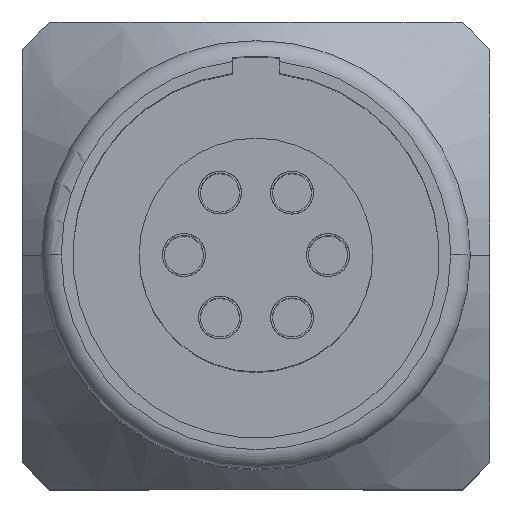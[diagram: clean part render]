
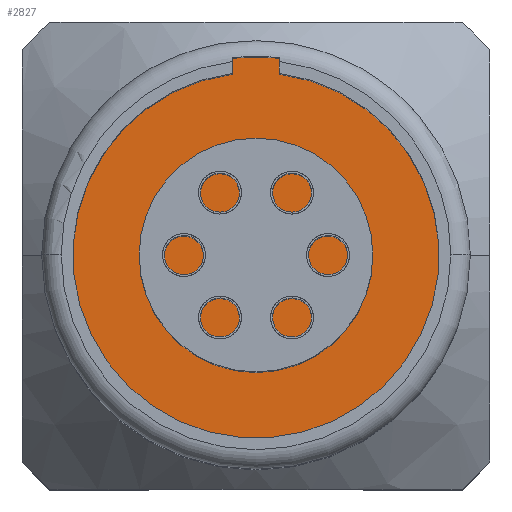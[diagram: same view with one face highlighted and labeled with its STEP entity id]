
A CAD part, top view. The second image highlights one B-rep face of the part: STEP entity #2827.
In plain terms, the highlighted planar face has unit normal (0, 0, 1).
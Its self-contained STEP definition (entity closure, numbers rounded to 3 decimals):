
#2636=CARTESIAN_POINT('',(0.6,5.065,8.));
#2637=VERTEX_POINT('',#2636);
#2644=CARTESIAN_POINT('',(0.6,4.662,8.));
#2645=VERTEX_POINT('',#2644);
#2646=CARTESIAN_POINT('',(0.6,4.662,8.));
#2647=DIRECTION('',(0.0,1.0,0.0));
#2648=VECTOR('',#2647,0.403);
#2649=LINE('',#2646,#2648);
#2650=EDGE_CURVE('',#2645,#2637,#2649,.T.);
#2683=CARTESIAN_POINT('',(-0.6,5.065,8.));
#2684=VERTEX_POINT('',#2683);
#2691=CARTESIAN_POINT('',(0.,0.,8.));
#2692=DIRECTION('',(0.0,0.0,1.0));
#2693=DIRECTION('',(0.0,1.0,0.0));
#2694=AXIS2_PLACEMENT_3D('',#2691,#2692,#2693);
#2695=CIRCLE('',#2694,5.1);
#2696=EDGE_CURVE('',#2637,#2684,#2695,.T.);
#2726=CARTESIAN_POINT('',(-0.6,4.662,8.));
#2727=VERTEX_POINT('',#2726);
#2734=CARTESIAN_POINT('',(-0.6,5.065,8.));
#2735=DIRECTION('',(0.0,-1.0,0.0));
#2736=VECTOR('',#2735,0.403);
#2737=LINE('',#2734,#2736);
#2738=EDGE_CURVE('',#2684,#2727,#2737,.T.);
#2804=CARTESIAN_POINT('',(0.0,0.0,8.));
#2805=DIRECTION('',(0.0,0.0,1.0));
#2806=DIRECTION('',(1.0,0.0,0.0));
#2807=AXIS2_PLACEMENT_3D('',#2804,#2805,#2806);
#2808=CIRCLE('',#2807,4.7);
#2809=EDGE_CURVE('',#2727,#2645,#2808,.T.);
#2816=CARTESIAN_POINT('',(0.0,0.0,8.));
#2817=DIRECTION('',(0.0,0.0,1.0));
#2818=DIRECTION('',(1.0,0.0,0.0));
#2819=AXIS2_PLACEMENT_3D('',#2816,#2817,#2818);
#2820=PLANE('',#2819);
#2821=ORIENTED_EDGE('',*,*,#2809,.T.);
#2822=ORIENTED_EDGE('',*,*,#2650,.T.);
#2823=ORIENTED_EDGE('',*,*,#2696,.T.);
#2824=ORIENTED_EDGE('',*,*,#2738,.T.);
#2825=EDGE_LOOP('',(#2821,#2822,#2823,#2824));
#2826=FACE_OUTER_BOUND('',#2825,.T.);
#2827=ADVANCED_FACE('',(#2826),#2820,.T.);
